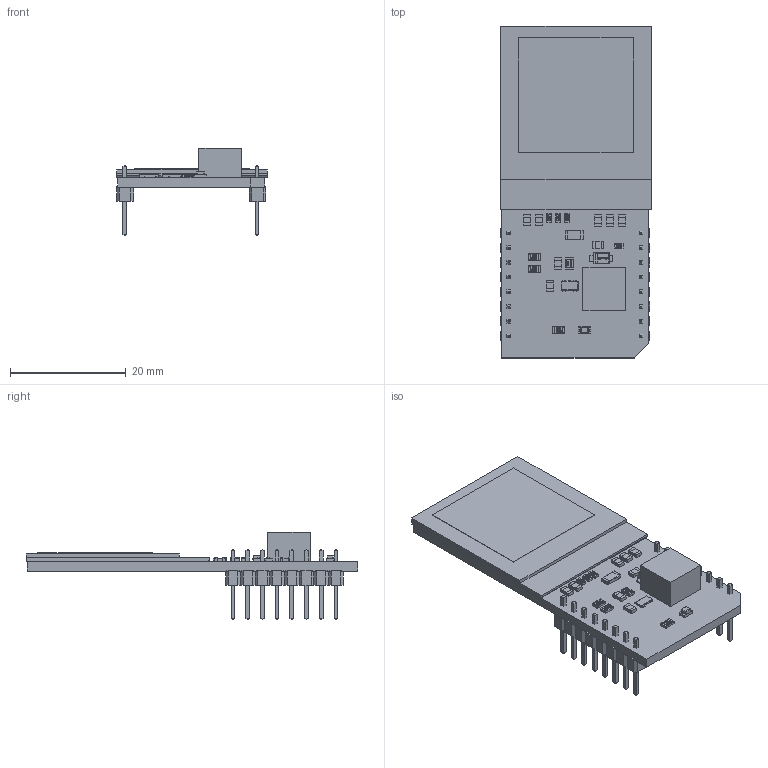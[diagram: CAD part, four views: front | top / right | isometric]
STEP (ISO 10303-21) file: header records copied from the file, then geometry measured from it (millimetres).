
FILE_DESCRIPTION(('Open CASCADE Model'),'2;1');
FILE_NAME('Open CASCADE Shape Model','2017-12-01T16:16:36',('Author'),( 'Open CASCADE'),'Open CASCADE STEP processor 6.8','Open CASCADE 6.8' ,'Unknown');
FILE_SCHEMA(('AUTOMOTIVE_DESIGN { 1 0 10303 214 1 1 1 1 }'));
Length unit declared in the file: millimetre
Products named in the file (51): PCB; Board; U1; DBV0005A; BODY_MF05A; LEAD_MF05F; R6; RESC3216X63N_EIA_1206; R1; User_Library-RESC2012X05N; R3; R2; D1; Diode_SOD123W; C3; User_Library-SMD_CAPACITOR0805; C2; C1; R8; 0603_SMD_Resistor_1; R7; R5; R4; PWR1; User_Library-User_Library-led_0805_GRE; C8; C6; C7; C5; C4; MIKROBUS1; 965664592; User_Library-PinHeaderX3_PinHeader_Body_1; User_Library-PinHeaderX3_PinHeader_Pins_1; 965666640; 965666768; User_Library-PinHeaderX5-1_PinHeaderX5_Pins_1; User_Library-PinHeaderX5-1_PinHeaderX5_Body_1; 965666896; R9 ...
Assembly tree (67 placements, depth 4):
  PCB
    Board
    U1
      DBV0005A
        BODY_MF05A
        LEAD_MF05F  x5
    R6
      RESC3216X63N_EIA_1206
    R1
      User_Library-RESC2012X05N
    R3
      User_Library-RESC2012X05N
    R2
      User_Library-RESC2012X05N
    D1
      Diode_SOD123W
    C3
      User_Library-SMD_CAPACITOR0805
    C2
      User_Library-SMD_CAPACITOR0805
    C1
      User_Library-SMD_CAPACITOR0805
    R8
      0603_SMD_Resistor_1
    R7
      0603_SMD_Resistor_1
    R5
      0603_SMD_Resistor_1
    R4
      User_Library-RESC2012X05N
    PWR1
      User_Library-User_Library-led_0805_GRE
    C8
      User_Library-SMD_CAPACITOR0805
    C6
      User_Library-SMD_CAPACITOR0805
    C7
      User_Library-SMD_CAPACITOR0805
    C5
      User_Library-SMD_CAPACITOR0805
    C4
      User_Library-SMD_CAPACITOR0805
    MIKROBUS1
      965664592
        User_Library-PinHeaderX3_PinHeader_Body_1
        User_Library-PinHeaderX3_PinHeader_Pins_1
      965666640
        User_Library-PinHeaderX3_PinHeader_Body_1
        User_Library-PinHeaderX3_PinHeader_Pins_1
      965666768
        User_Library-PinHeaderX5-1_PinHeaderX5_Pins_1
        User_Library-PinHeaderX5-1_PinHeaderX5_Body_1
      965666896
        User_Library-PinHeaderX5-1_PinHeaderX5_Pins_1
        User_Library-PinHeaderX5-1_PinHeaderX5_Body_1
    R9
      0603_SMD_Resistor_1
    Free-Models
      OLEDc
        Part1
Bounding box: 26.03 x 57.35 x 15.19 mm (x, y, z)
Volume: 4285 mm3; surface area: 8661.5 mm2
Topology: 37 solids, 38 shells, 3058 faces, 7598 edges, 4566 vertices
Faces by surface type: plane 1260, bspline 1144, cylinder 570, sphere 84
Entity records: 44634 total; most frequent: CARTESIAN_POINT 10256, ORIENTED_EDGE 5748, DIRECTION 4388, EDGE_CURVE 2876, LINE 2040, VECTOR 2040, VERTEX_POINT 1782, FACE_BOUND 1226
